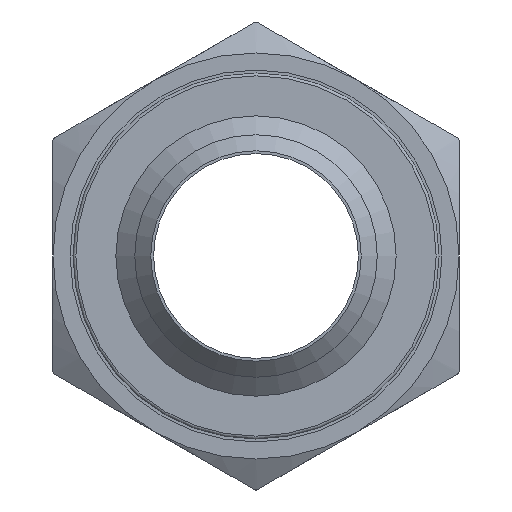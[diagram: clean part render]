
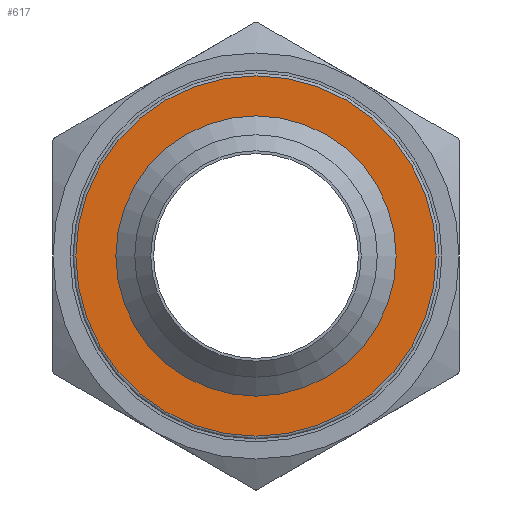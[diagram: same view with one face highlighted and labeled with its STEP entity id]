
A CAD part, front view. The second image highlights one B-rep face of the part: STEP entity #617.
In plain terms, the highlighted planar face has unit normal (0, -1, 0).
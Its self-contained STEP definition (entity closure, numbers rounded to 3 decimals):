
#16=FACE_BOUND('',#196,.T.);
#43=PLANE('',#674);
#59=CIRCLE('',#673,31.5);
#60=CIRCLE('',#675,24.5);
#147=FACE_OUTER_BOUND('',#195,.T.);
#195=EDGE_LOOP('',(#497));
#196=EDGE_LOOP('',(#498));
#319=VERTEX_POINT('',#1159);
#320=VERTEX_POINT('',#1162);
#392=EDGE_CURVE('',#319,#319,#59,.T.);
#393=EDGE_CURVE('',#320,#320,#60,.T.);
#497=ORIENTED_EDGE('',*,*,#392,.F.);
#498=ORIENTED_EDGE('',*,*,#393,.F.);
#617=ADVANCED_FACE('',(#147,#16),#43,.F.);
#673=AXIS2_PLACEMENT_3D('',#1160,#792,#793);
#674=AXIS2_PLACEMENT_3D('',#1161,#794,#795);
#675=AXIS2_PLACEMENT_3D('',#1163,#796,#797);
#792=DIRECTION('center_axis',(0.,1.,0.));
#793=DIRECTION('ref_axis',(-1.,0.,0.));
#794=DIRECTION('center_axis',(0.,1.,0.));
#795=DIRECTION('ref_axis',(0.,0.,1.));
#796=DIRECTION('center_axis',(0.,-1.,0.));
#797=DIRECTION('ref_axis',(1.,0.,0.));
#1159=CARTESIAN_POINT('',(31.5,-12.7,0.));
#1160=CARTESIAN_POINT('Origin',(0.,-12.7,0.));
#1161=CARTESIAN_POINT('Origin',(32.,-12.7,0.));
#1162=CARTESIAN_POINT('',(24.5,-12.7,0.));
#1163=CARTESIAN_POINT('Origin',(0.,-12.7,0.));
